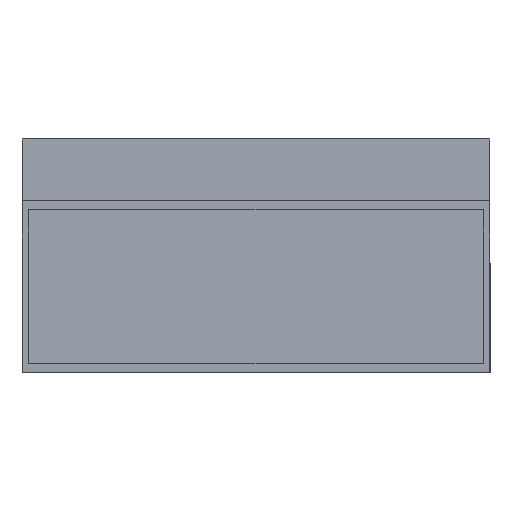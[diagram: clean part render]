
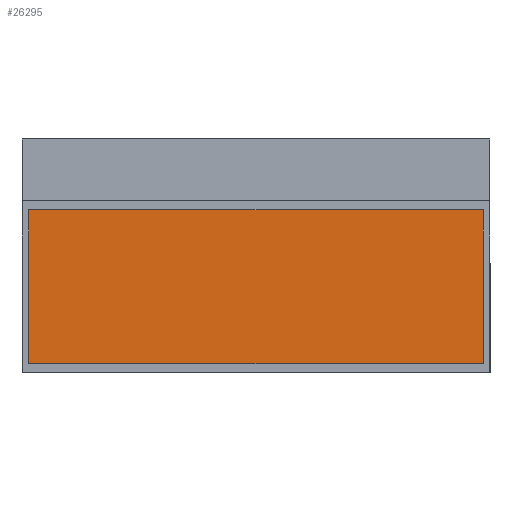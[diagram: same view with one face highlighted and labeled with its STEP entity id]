
A CAD part, front view. The second image highlights one B-rep face of the part: STEP entity #26295.
In plain terms, the highlighted planar face has unit normal (0, -1, 0).
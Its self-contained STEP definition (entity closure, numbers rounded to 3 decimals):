
#2471=FACE_OUTER_BOUND('',#3763,.T.);
#3763=EDGE_LOOP('',(#23931,#23932,#23933,#23934));
#6771=LINE('',#43323,#9813);
#6775=LINE('',#43331,#9817);
#6778=LINE('',#43337,#9820);
#6781=LINE('',#43342,#9823);
#9813=VECTOR('',#35637,10.);
#9817=VECTOR('',#35643,10.);
#9820=VECTOR('',#35648,10.);
#9823=VECTOR('',#35653,10.);
#12381=VERTEX_POINT('',#43321);
#12382=VERTEX_POINT('',#43322);
#12385=VERTEX_POINT('',#43330);
#12387=VERTEX_POINT('',#43336);
#16223=EDGE_CURVE('',#12381,#12382,#6771,.T.);
#16227=EDGE_CURVE('',#12385,#12381,#6775,.T.);
#16230=EDGE_CURVE('',#12387,#12385,#6778,.T.);
#16233=EDGE_CURVE('',#12382,#12387,#6781,.T.);
#23931=ORIENTED_EDGE('',*,*,#16223,.T.);
#23932=ORIENTED_EDGE('',*,*,#16233,.T.);
#23933=ORIENTED_EDGE('',*,*,#16230,.T.);
#23934=ORIENTED_EDGE('',*,*,#16227,.T.);
#25012=PLANE('',#28473);
#26295=ADVANCED_FACE('',(#2471),#25012,.T.);
#28473=AXIS2_PLACEMENT_3D('',#43369,#35677,#35678);
#35637=DIRECTION('',(-1.,0.,0.));
#35643=DIRECTION('',(0.,0.,1.));
#35648=DIRECTION('',(1.,0.,0.));
#35653=DIRECTION('',(0.,0.,-1.));
#35677=DIRECTION('center_axis',(0.,-1.,0.));
#35678=DIRECTION('ref_axis',(0.,0.,-1.));
#43321=CARTESIAN_POINT('',(875.3,-462.,177.));
#43322=CARTESIAN_POINT('',(-875.3,-462.,177.));
#43323=CARTESIAN_POINT('',(437.65,-462.,177.));
#43330=CARTESIAN_POINT('',(875.3,-462.,-415.));
#43331=CARTESIAN_POINT('',(875.3,-462.,-267.));
#43336=CARTESIAN_POINT('',(-875.3,-462.,-415.));
#43337=CARTESIAN_POINT('',(-437.65,-462.,-415.));
#43342=CARTESIAN_POINT('',(-875.3,-462.,29.));
#43369=CARTESIAN_POINT('Origin',(0.,-462.,-119.));
